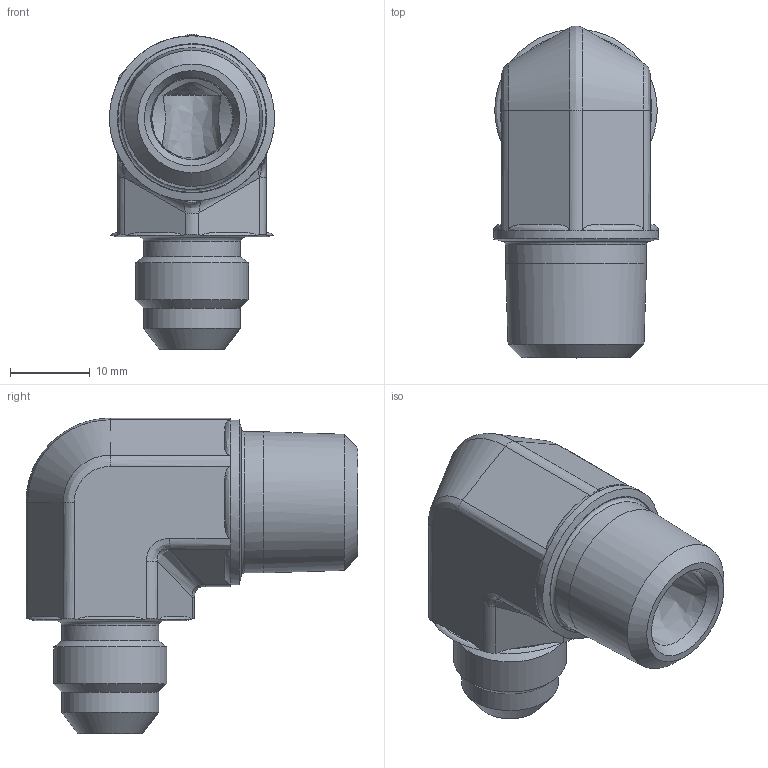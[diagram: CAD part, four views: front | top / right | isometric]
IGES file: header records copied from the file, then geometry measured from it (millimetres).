
Global section: file name: 6-6_CTX-S; native system: Autodesk Inventor 2016; preprocessor: unknown; author: ng28170; date: 20170823.105530; units: inch
Bounding box: 20.65 x 41.52 x 39.48 mm (x, y, z)
Volume: 10415.5 mm3; surface area: 5373.5 mm2
Topology: 1 solids, 1 shells, 106 faces, 281 edges, 181 vertices
Faces by surface type: bspline 106
